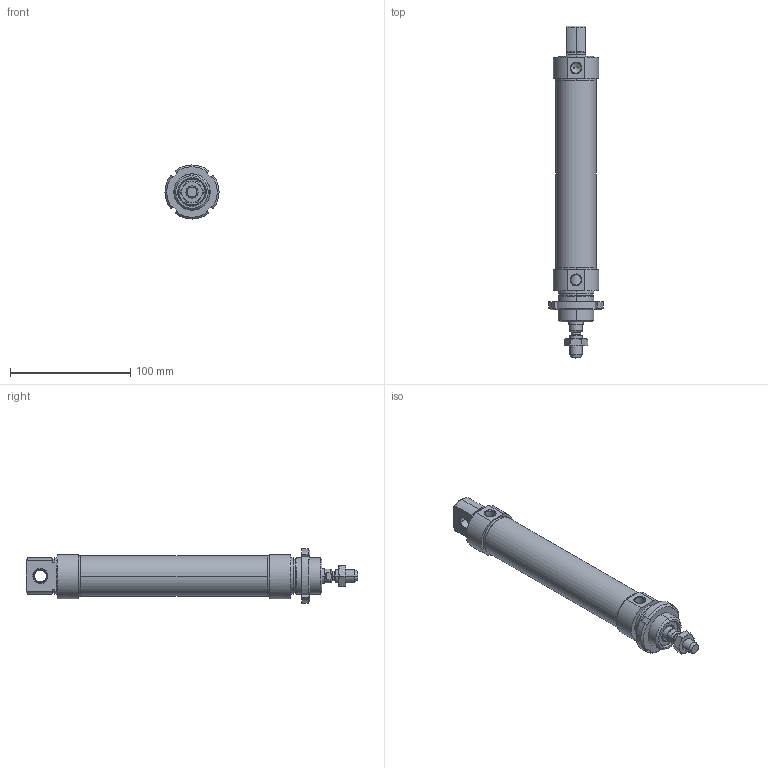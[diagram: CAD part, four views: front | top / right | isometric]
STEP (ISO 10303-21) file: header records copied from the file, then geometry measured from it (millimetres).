
FILE_DESCRIPTION (( 'STEP AP214' ), '1' );
FILE_NAME ('ODW032.125.STEP', '2019-10-24T11:11:03', ( '' ), ( '' ), 'SwSTEP 2.0', 'SolidWorks 2019', '' );
FILE_SCHEMA (( 'AUTOMOTIVE_DESIGN' ));
Length unit declared in the file: millimetre
Products named in the file (1): ODW032.125
Bounding box: 45 x 276.5 x 45 mm (x, y, z)
Surface area: 65251.7 mm2 (no closed solid volume)
Topology: 0 solids, 8 shells, 253 faces, 569 edges, 346 vertices
Faces by surface type: cone 87, cylinder 74, plane 66, torus 26
Entity records: 13391 total; most frequent: CARTESIAN_POINT 5366, ORIENTED_EDGE 1134, DIRECTION 942, EDGE_CURVE 567, AXIS2_PLACEMENT_3D 382, VERTEX_POINT 346, EDGE_LOOP 285, UNCERTAINTY_MEASURE_WITH_UNIT 259
